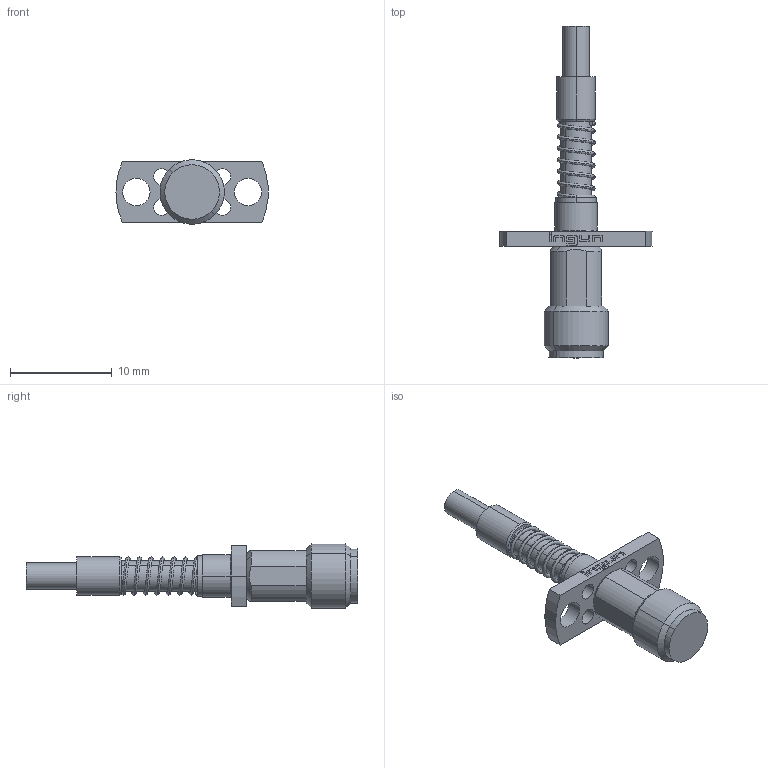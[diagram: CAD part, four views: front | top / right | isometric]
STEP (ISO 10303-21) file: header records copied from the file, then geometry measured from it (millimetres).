
FILE_DESCRIPTION (( 'STEP AP203' ), '1' );
FILE_NAME ('INGUN_HFS-336_302_050_A_xx43_HSC.STEP', '2022-04-28T05:19:41', ( 'ochi' ), ( '' ), 'SwSTEP 2.0', 'SolidWorks 2018', '' );
FILE_SCHEMA (( 'CONFIG_CONTROL_DESIGN' ));
Length unit declared in the file: millimetre
Products named in the file (1): INGUN_HFS-336_302_050_A_xx43_HSC
Bounding box: 14.97 x 32.7 x 6.33 mm (x, y, z)
Volume: 560.1 mm3; surface area: 771 mm2
Topology: 1 solids, 1 shells, 152 faces, 376 edges, 242 vertices
Faces by surface type: plane 69, cylinder 62, cone 12, torus 7, bspline 2
Entity records: 6330 total; most frequent: CARTESIAN_POINT 2492, DIRECTION 831, ORIENTED_EDGE 752, EDGE_CURVE 376, AXIS2_PLACEMENT_3D 311, VERTEX_POINT 242, VECTOR 209, LINE 209
